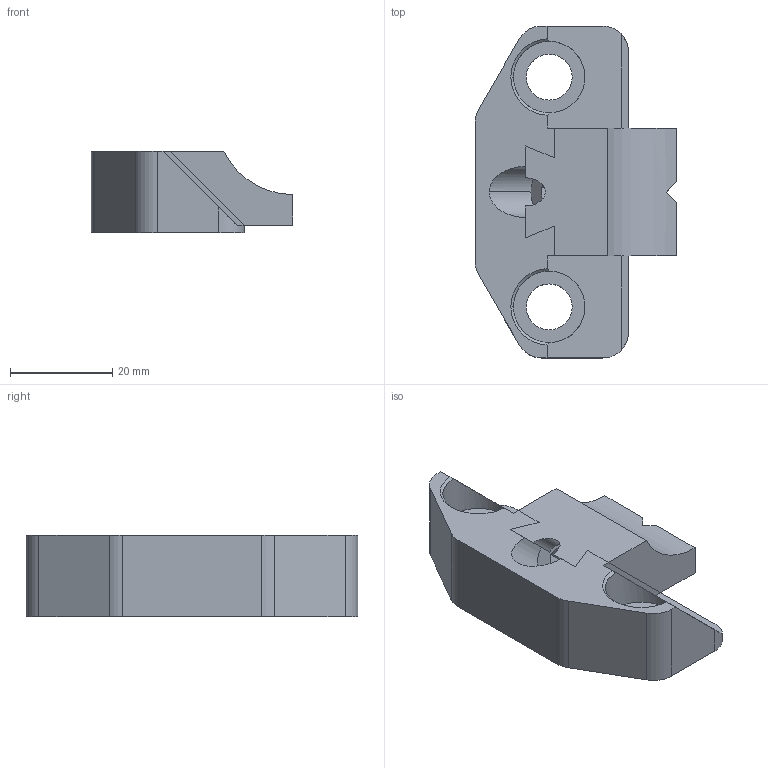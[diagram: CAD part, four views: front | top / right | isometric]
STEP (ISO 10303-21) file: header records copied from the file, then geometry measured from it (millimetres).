
FILE_DESCRIPTION (( 'STEP AP203' ), '1' );
FILE_NAME ('cp104-08116.STEP', '2021-10-25T23:49:37', ( '' ), ( '' ), 'SwSTEP 2.0', 'SolidWorks 2020', '' );
FILE_SCHEMA (( 'CONFIG_CONTROL_DESIGN' ));
Length unit declared in the file: millimetre
Products named in the file (3): cp104-08116; cp104-08116_01; cp104-08116_02
Assembly tree (2 placements, depth 2):
  cp104-08116
    cp104-08116_01
    cp104-08116_02
Bounding box: 39.5 x 65 x 16 mm (x, y, z)
Volume: 20734.3 mm3; surface area: 8881.7 mm2
Topology: 2 solids, 2 shells, 78 faces, 208 edges, 135 vertices
Faces by surface type: plane 53, cylinder 19, cone 4, bspline 2
Entity records: 2732 total; most frequent: CARTESIAN_POINT 507, ORIENTED_EDGE 416, DIRECTION 388, EDGE_CURVE 208, VECTOR 148, LINE 148, VERTEX_POINT 135, AXIS2_PLACEMENT_3D 120
